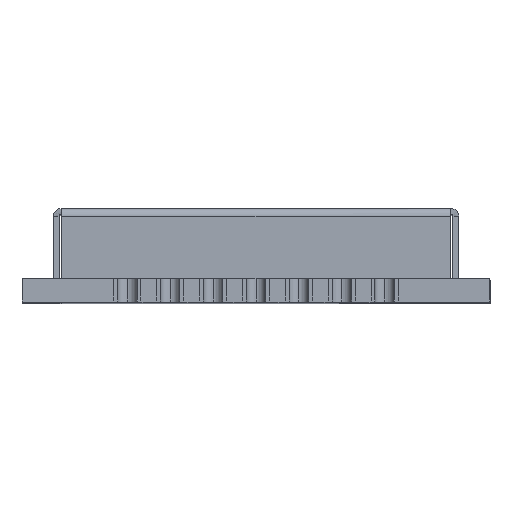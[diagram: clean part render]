
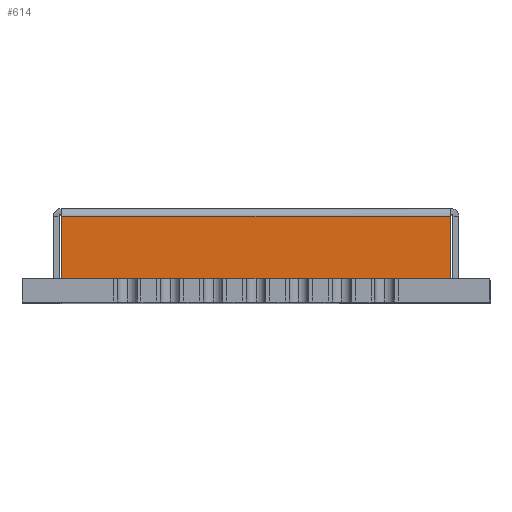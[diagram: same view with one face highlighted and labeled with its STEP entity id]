
A CAD part, top view. The second image highlights one B-rep face of the part: STEP entity #614.
In plain terms, the highlighted planar face has unit normal (0, 0, 1).
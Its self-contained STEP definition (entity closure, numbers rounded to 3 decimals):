
#614 = ADVANCED_FACE ( 'NONE', ( #1539 ), #13118, .F. ) ;
#1084 = LINE ( 'NONE', #21708, #21759 ) ;
#1539 = FACE_OUTER_BOUND ( 'NONE', #20064, .T. ) ;
#1716 = VECTOR ( 'NONE', #4345, 1000. ) ;
#2197 = CARTESIAN_POINT ( 'NONE',  ( -4.979, 2.2, 10.3 ) ) ;
#3449 = VECTOR ( 'NONE', #12856, 1000. ) ;
#4058 = ORIENTED_EDGE ( 'NONE', *, *, #15130, .F. ) ;
#4345 = DIRECTION ( 'NONE',  ( -1., 0., 0. ) ) ;
#4402 = CARTESIAN_POINT ( 'NONE',  ( -4.979, 0.6, 10.3 ) ) ;
#5212 = EDGE_CURVE ( 'NONE', #8130, #5871, #1084, .T. ) ;
#5871 = VERTEX_POINT ( 'NONE', #18964 ) ;
#6094 = EDGE_CURVE ( 'NONE', #7558, #8130, #13221, .T. ) ;
#6974 = LINE ( 'NONE', #7350, #16193 ) ;
#7350 = CARTESIAN_POINT ( 'NONE',  ( -4.979, 0., 10.3 ) ) ;
#7514 = EDGE_CURVE ( 'NONE', #7558, #7666, #6974, .T. ) ;
#7558 = VERTEX_POINT ( 'NONE', #2197 ) ;
#7666 = VERTEX_POINT ( 'NONE', #4402 ) ;
#7814 = CARTESIAN_POINT ( 'NONE',  ( 0., 0., 10.3 ) ) ;
#8130 = VERTEX_POINT ( 'NONE', #12593 ) ;
#11809 = DIRECTION ( 'NONE',  ( 0., 1., 0. ) ) ;
#11987 = ORIENTED_EDGE ( 'NONE', *, *, #6094, .F. ) ;
#12593 = CARTESIAN_POINT ( 'NONE',  ( 4.979, 2.2, 10.3 ) ) ;
#12856 = DIRECTION ( 'NONE',  ( 1., 0., 0. ) ) ;
#13118 = PLANE ( 'NONE',  #13798 ) ;
#13221 = LINE ( 'NONE', #19889, #3449 ) ;
#13222 = CARTESIAN_POINT ( 'NONE',  ( 5.2, 0.6, 10.3 ) ) ;
#13798 = AXIS2_PLACEMENT_3D ( 'NONE', #7814, #22120, #11809 ) ;
#14619 = ORIENTED_EDGE ( 'NONE', *, *, #5212, .F. ) ;
#15130 = EDGE_CURVE ( 'NONE', #5871, #7666, #22431, .T. ) ;
#16170 = DIRECTION ( 'NONE',  ( 0., -1., 0. ) ) ;
#16193 = VECTOR ( 'NONE', #16170, 1000. ) ;
#18255 = DIRECTION ( 'NONE',  ( 0., -1., 0. ) ) ;
#18964 = CARTESIAN_POINT ( 'NONE',  ( 4.979, 0.6, 10.3 ) ) ;
#19889 = CARTESIAN_POINT ( 'NONE',  ( 5.2, 2.2, 10.3 ) ) ;
#20064 = EDGE_LOOP ( 'NONE', ( #11987, #20519, #4058, #14619 ) ) ;
#20519 = ORIENTED_EDGE ( 'NONE', *, *, #7514, .T. ) ;
#21708 = CARTESIAN_POINT ( 'NONE',  ( 4.979, 2.25, 10.3 ) ) ;
#21759 = VECTOR ( 'NONE', #18255, 1000. ) ;
#22120 = DIRECTION ( 'NONE',  ( 0., 0., -1. ) ) ;
#22431 = LINE ( 'NONE', #13222, #1716 ) ;
